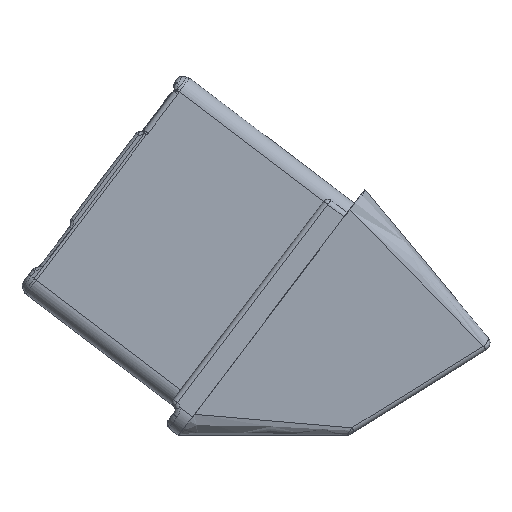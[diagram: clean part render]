
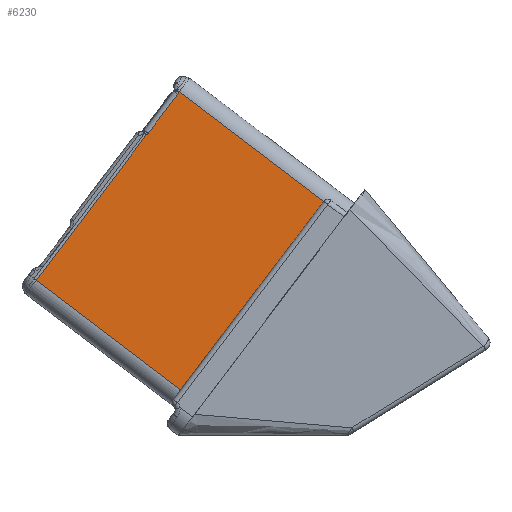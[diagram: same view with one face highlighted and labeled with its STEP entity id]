
A CAD part, front view. The second image highlights one B-rep face of the part: STEP entity #6230.
In plain terms, the highlighted face is planar.
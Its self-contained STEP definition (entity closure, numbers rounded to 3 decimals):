
#5370=CARTESIAN_POINT('',(45.635,-28.555,
-3.488));
#5380=VERTEX_POINT('',#5370);
#5410=CARTESIAN_POINT('',(45.635,-28.055,
-3.488));
#5420=DIRECTION('',(0.,0.,1.));
#5430=DIRECTION('',(0.,1.,0.));
#5440=AXIS2_PLACEMENT_3D('',#5410,#5420,#5430);
#5450=CIRCLE('',#5440,0.5);
#5460=CARTESIAN_POINT('',(45.774,-28.536,
-3.488));
#5470=VERTEX_POINT('',#5460);
#5480=EDGE_CURVE('',#5380,#5470,#5450,.T.);
#5600=CARTESIAN_POINT('',(56.412,-38.812,
-3.488));
#5610=DIRECTION('',(0.,0.,-1.));
#5620=DIRECTION('',(0.,-1.,0.));
#5630=AXIS2_PLACEMENT_3D('',#5600,#5610,#5620);
#5640=PLANE('',#5630);
#5650=CARTESIAN_POINT('',(56.412,-28.536,
-3.488));
#5660=DIRECTION('',(0.,-1.,0.));
#5670=VECTOR('',#5660,1.);
#5680=LINE('',#5650,#5670);
#5690=CARTESIAN_POINT('',(56.412,-28.536,
-3.488));
#5700=VERTEX_POINT('',#5690);
#5710=CARTESIAN_POINT('',(56.412,-39.112,
-3.488));
#5720=VERTEX_POINT('',#5710);
#5730=EDGE_CURVE('',#5700,#5720,#5680,.T.);
#5740=ORIENTED_EDGE('',*,*,#5730,.T.);
#5750=CARTESIAN_POINT('',(45.774,-28.536,
-3.488));
#5760=DIRECTION('',(1.,0.,0.));
#5770=VECTOR('',#5760,1.);
#5780=LINE('',#5750,#5770);
#5790=EDGE_CURVE('',#5470,#5700,#5780,.T.);
#5800=ORIENTED_EDGE('',*,*,#5790,.T.);
#5810=ORIENTED_EDGE('',*,*,#5480,.T.);
#5820=CARTESIAN_POINT('',(42.785,-28.555,
-3.488));
#5830=DIRECTION('',(1.,0.,0.));
#5840=VECTOR('',#5830,1.);
#5850=LINE('',#5820,#5840);
#5860=CARTESIAN_POINT('',(42.785,-28.555,
-3.488));
#5870=VERTEX_POINT('',#5860);
#5880=EDGE_CURVE('',#5870,#5380,#5850,.T.);
#5890=ORIENTED_EDGE('',*,*,#5880,.T.);
#5900=CARTESIAN_POINT('',(42.785,-28.055,
-3.488));
#5910=DIRECTION('',(0.,0.,1.));
#5920=DIRECTION('',(0.,1.,0.));
#5930=AXIS2_PLACEMENT_3D('',#5900,#5910,#5920);
#5940=CIRCLE('',#5930,0.5);
#5950=CARTESIAN_POINT('',(42.646,-28.536,
-3.488));
#5960=VERTEX_POINT('',#5950);
#5970=EDGE_CURVE('',#5960,#5870,#5940,.T.);
#5980=ORIENTED_EDGE('',*,*,#5970,.T.);
#5990=CARTESIAN_POINT('',(42.612,-28.536,
-3.488));
#6000=DIRECTION('',(1.,0.,0.));
#6010=VECTOR('',#6000,1.);
#6020=LINE('',#5990,#6010);
#6030=CARTESIAN_POINT('',(42.612,-28.536,
-3.488));
#6040=VERTEX_POINT('',#6030);
#6050=EDGE_CURVE('',#6040,#5960,#6020,.T.);
#6060=ORIENTED_EDGE('',*,*,#6050,.T.);
#6070=CARTESIAN_POINT('',(42.612,-38.812,
-3.488));
#6080=DIRECTION('',(0.,1.,0.));
#6090=VECTOR('',#6080,1.);
#6100=LINE('',#6070,#6090);
#6110=CARTESIAN_POINT('',(42.612,-39.112,
-3.488));
#6120=VERTEX_POINT('',#6110);
#6130=EDGE_CURVE('',#6120,#6040,#6100,.T.);
#6140=ORIENTED_EDGE('',*,*,#6130,.T.);
#6150=CARTESIAN_POINT('',(0.,-39.112,-3.488));
#6160=DIRECTION('',(1.,0.,0.));
#6170=VECTOR('',#6160,1.);
#6180=LINE('',#6150,#6170);
#6190=EDGE_CURVE('',#6120,#5720,#6180,.T.);
#6200=ORIENTED_EDGE('',*,*,#6190,.F.);
#6210=EDGE_LOOP('',(#6200,#6140,#6060,#5980,#5890,#5810,#5800,#5740));
#6220=FACE_OUTER_BOUND('',#6210,.T.);
#6230=ADVANCED_FACE('',(#6220),#5640,.T.);
